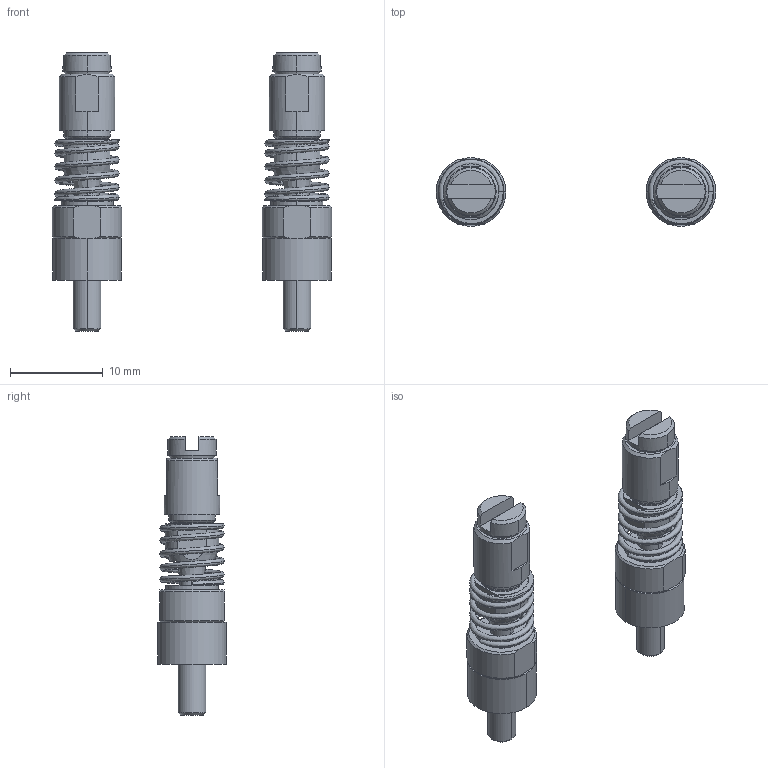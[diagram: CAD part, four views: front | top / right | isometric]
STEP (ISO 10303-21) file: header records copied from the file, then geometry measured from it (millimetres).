
FILE_DESCRIPTION (( 'STEP AP214' ), '1' );
FILE_NAME ('INGUN_116138.STEP', '2024-06-18T09:28:51', ( '' ), ( '' ), 'SwSTEP 2.0', 'SolidWorks 2021', '' );
FILE_SCHEMA (( 'AUTOMOTIVE_DESIGN' ));
Length unit declared in the file: millimetre
Products named in the file (1): INGUN_116138
Bounding box: 30.1 x 7.4 x 30 mm (x, y, z)
Volume: 1500.5 mm3; surface area: 1994.8 mm2
Topology: 4 solids, 4 shells, 160 faces, 424 edges, 272 vertices
Faces by surface type: cylinder 58, plane 58, cone 38, bspline 6
Entity records: 17027 total; most frequent: CARTESIAN_POINT 11351, ORIENTED_EDGE 848, DIRECTION 746, EDGE_CURVE 424, AXIS2_PLACEMENT_3D 301, VERTEX_POINT 272, EDGE_LOOP 180, UNCERTAINTY_MEASURE_WITH_UNIT 166
